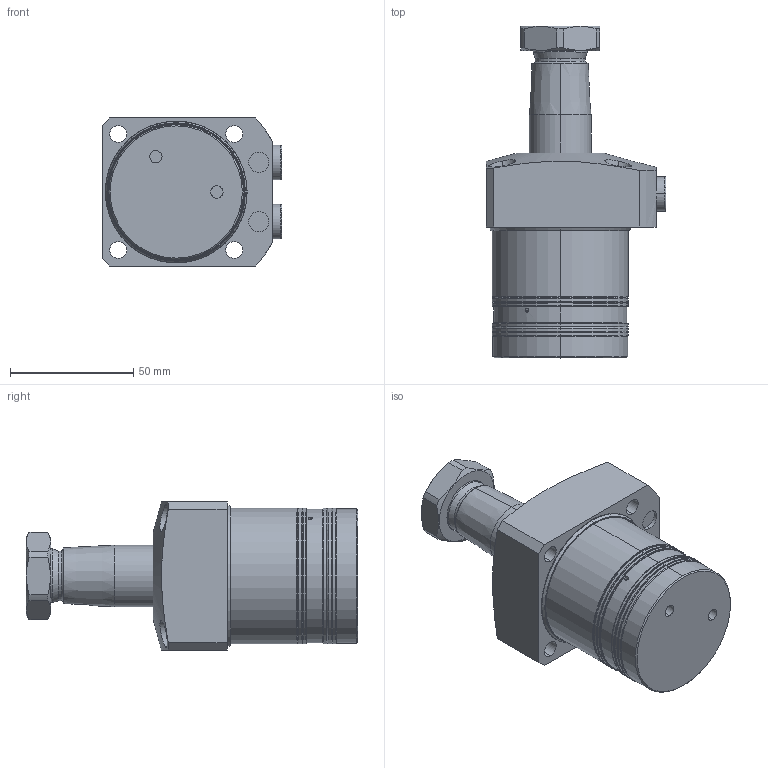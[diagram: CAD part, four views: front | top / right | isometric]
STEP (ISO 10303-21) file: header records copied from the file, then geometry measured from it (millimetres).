
FILE_DESCRIPTION (( 'STEP AP203' ), '1' );
FILE_NAME ('CTM06-RT.STEP', '2019-09-24T01:54:42', ( '微软用户' ), ( '微软中国' ), 'SwSTEP 2.0', 'SolidWorks 2012', '' );
FILE_SCHEMA (( 'CONFIG_CONTROL_DESIGN' ));
Length unit declared in the file: millimetre
Products named in the file (5): CTM06-RT; CTM06_NUT; CTM06-T_ROD; CTM06-T_CYLINDER_1; BSPP-G1-8
Assembly tree (5 placements, depth 2):
  CTM06-RT
    CTM06-T_CYLINDER_1
    CTM06-T_ROD
    CTM06_NUT
    BSPP-G1-8  x2
Bounding box: 72.8 x 134.5 x 60 mm (x, y, z)
Volume: 252023.1 mm3; surface area: 38992.9 mm2
Topology: 5 solids, 9 shells, 275 faces, 621 edges, 385 vertices
Faces by surface type: cylinder 96, plane 86, bspline 55, cone 38
Entity records: 11319 total; most frequent: CARTESIAN_POINT 5305, ORIENTED_EDGE 1144, DIRECTION 1141, EDGE_CURVE 572, AXIS2_PLACEMENT_3D 475, VERTEX_POINT 357, EDGE_LOOP 293, CIRCLE 267
